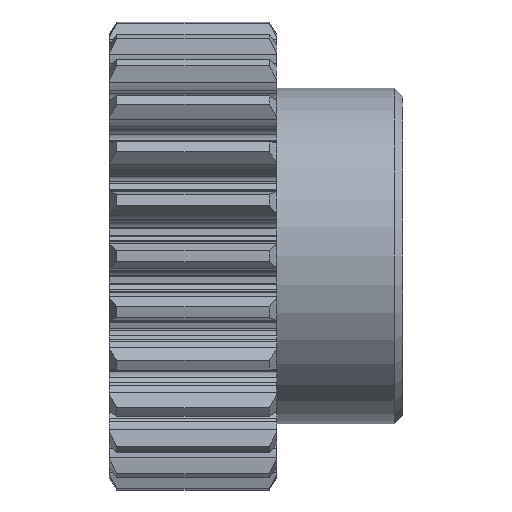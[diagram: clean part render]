
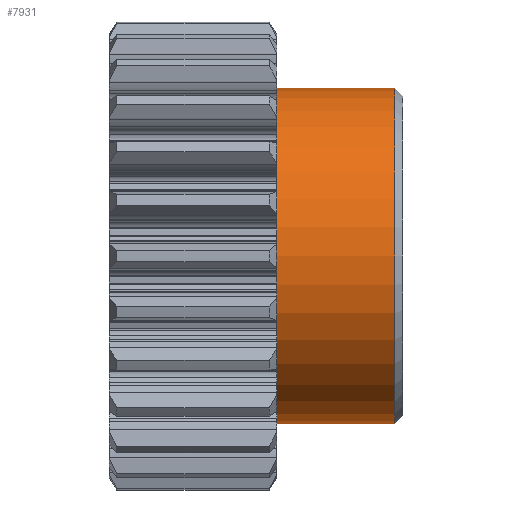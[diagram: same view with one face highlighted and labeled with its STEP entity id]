
A CAD part, front view. The second image highlights one B-rep face of the part: STEP entity #7931.
In plain terms, the highlighted cylindrical face has radius 20 mm (diameter 40 mm), a full revolution.
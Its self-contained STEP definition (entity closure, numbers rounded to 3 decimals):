
#34=VECTOR('',#11222,1.);
#422=LINE('',#14521,#34);
#810=CYLINDRICAL_SURFACE('',#9156,20.);
#1891=VERTEX_POINT('',#13825);
#2227=VERTEX_POINT('',#14522);
#2228=VERTEX_POINT('',#14524);
#2675=CIRCLE('',#8812,20.);
#3017=CIRCLE('',#9157,20.);
#3584=EDGE_CURVE('',#1891,#1891,#2675,.T.);
#3947=EDGE_CURVE('',#2227,#1891,#422,.T.);
#3948=EDGE_CURVE('',#2228,#2227,#3017,.T.);
#3949=EDGE_CURVE('',#2227,#2228,#3017,.T.);
#5320=ORIENTED_EDGE('',*,*,#3947,.T.);
#5321=ORIENTED_EDGE('',*,*,#3584,.T.);
#5322=ORIENTED_EDGE('',*,*,#3947,.F.);
#5323=ORIENTED_EDGE('',*,*,#3948,.F.);
#5324=ORIENTED_EDGE('',*,*,#3949,.F.);
#7041=EDGE_LOOP('',(#5320,#5321,#5322,#5323,#5324));
#7487=FACE_BOUND('',#7041,.T.);
#7931=ADVANCED_FACE('',(#7487),#810,.T.);
#8812=AXIS2_PLACEMENT_3D('',#13824,#10532,#10533);
#9156=AXIS2_PLACEMENT_3D('',#14520,#11220,#11221);
#9157=AXIS2_PLACEMENT_3D('',#14523,#11223,#11224);
#10532=DIRECTION('',(1.,0.,0.));
#10533=DIRECTION('',(0.,0.,-20.));
#11220=DIRECTION('',(1.,0.,0.));
#11221=DIRECTION('',(0.,0.,-20.));
#11222=DIRECTION('',(-1.,0.,0.));
#11223=DIRECTION('',(1.,0.,0.));
#11224=DIRECTION('',(0.,0.,-20.));
#13824=CARTESIAN_POINT('',(20.,0.,0.));
#13825=CARTESIAN_POINT('',(20.,0.,-20.));
#14520=CARTESIAN_POINT('',(35.,0.,0.));
#14521=CARTESIAN_POINT('',(19.,0.,-20.));
#14522=CARTESIAN_POINT('',(34.,0.,-20.));
#14523=CARTESIAN_POINT('',(34.,0.,0.));
#14524=CARTESIAN_POINT('',(34.,0.,20.));
